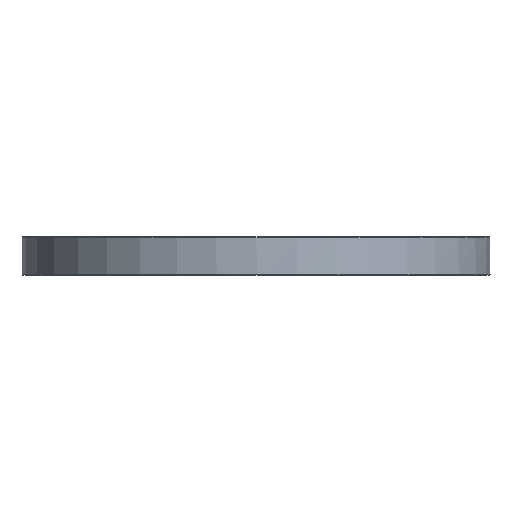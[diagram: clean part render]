
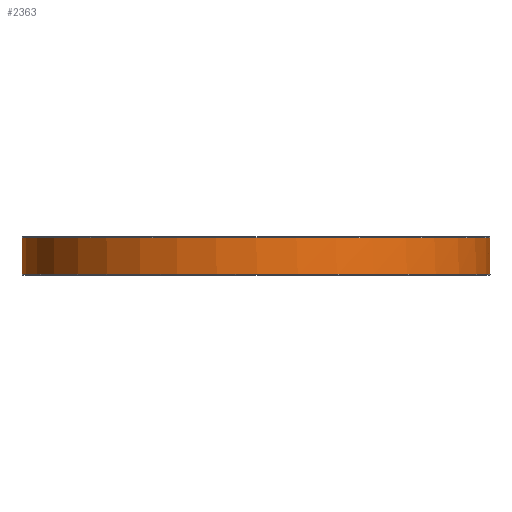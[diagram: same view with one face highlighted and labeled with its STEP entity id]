
A CAD part, front view. The second image highlights one B-rep face of the part: STEP entity #2363.
In plain terms, the highlighted cylindrical face has radius 152.5 mm (diameter 305 mm), a full revolution.
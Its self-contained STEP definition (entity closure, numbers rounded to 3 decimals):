
#1955=CARTESIAN_POINT('',(152.491,-1.658,24.5));
#1956=VERTEX_POINT('',#1955);
#1972=CARTESIAN_POINT('',(152.491,1.658,24.5));
#1973=VERTEX_POINT('',#1972);
#1974=CARTESIAN_POINT('',(152.491,1.658,24.5));
#1975=CARTESIAN_POINT('',(152.494,1.397,24.327));
#1976=CARTESIAN_POINT('',(152.496,1.103,24.192));
#1977=CARTESIAN_POINT('',(152.498,0.799,24.108));
#1978=CARTESIAN_POINT('',(152.499,0.592,24.051));
#1979=CARTESIAN_POINT('',(152.5,0.38,24.017));
#1980=CARTESIAN_POINT('',(152.5,0.173,24.005));
#1981=CARTESIAN_POINT('',(152.5,-0.003,23.995));
#1982=CARTESIAN_POINT('',(152.5,-0.175,24.));
#1983=CARTESIAN_POINT('',(152.5,-0.353,24.021));
#1984=CARTESIAN_POINT('',(152.499,-0.747,24.068));
#1985=CARTESIAN_POINT('',(152.496,-1.148,24.199));
#1986=CARTESIAN_POINT('',(152.493,-1.499,24.401));
#1987=CARTESIAN_POINT('',(152.492,-1.553,24.433));
#1988=CARTESIAN_POINT('',(152.492,-1.606,24.466));
#1989=CARTESIAN_POINT('',(152.491,-1.658,24.5));
#1990=B_SPLINE_CURVE_WITH_KNOTS('',3,(#1974,#1975,#1976,#1977,#1978,#1979,#1980,#1981,#1982,#1983,#1984,#1985,#1986,#1987,#1988,#1989),.UNSPECIFIED.,.F.,.U.,(4,3,3,3,3,4),(1.188,1.278,1.339,1.391,1.506,1.524),.UNSPECIFIED.);
#1991=EDGE_CURVE('',#1973,#1956,#1990,.T.);
#2188=CARTESIAN_POINT('',(-152.491,1.658,24.5));
#2189=VERTEX_POINT('',#2188);
#2190=CARTESIAN_POINT('',(0.0,0.0,24.5));
#2191=DIRECTION('',(0.0,0.0,1.0));
#2192=DIRECTION('',(-1.0,0.0,0.0));
#2193=AXIS2_PLACEMENT_3D('',#2190,#2191,#2192);
#2194=CIRCLE('',#2193,152.5);
#2195=EDGE_CURVE('',#1973,#2189,#2194,.T.);
#2223=CARTESIAN_POINT('',(-152.491,-1.658,24.5));
#2224=VERTEX_POINT('',#2223);
#2225=CARTESIAN_POINT('',(-152.491,-1.658,24.5));
#2226=CARTESIAN_POINT('',(-152.494,-1.397,24.327));
#2227=CARTESIAN_POINT('',(-152.496,-1.103,24.192));
#2228=CARTESIAN_POINT('',(-152.498,-0.799,24.108));
#2229=CARTESIAN_POINT('',(-152.499,-0.592,24.051));
#2230=CARTESIAN_POINT('',(-152.5,-0.38,24.017));
#2231=CARTESIAN_POINT('',(-152.5,-0.173,24.005));
#2232=CARTESIAN_POINT('',(-152.5,0.003,23.995));
#2233=CARTESIAN_POINT('',(-152.5,0.175,24.));
#2234=CARTESIAN_POINT('',(-152.5,0.353,24.021));
#2235=CARTESIAN_POINT('',(-152.499,0.747,24.068));
#2236=CARTESIAN_POINT('',(-152.496,1.148,24.199));
#2237=CARTESIAN_POINT('',(-152.493,1.499,24.401));
#2238=CARTESIAN_POINT('',(-152.492,1.553,24.433));
#2239=CARTESIAN_POINT('',(-152.492,1.606,24.466));
#2240=CARTESIAN_POINT('',(-152.491,1.658,24.5));
#2241=B_SPLINE_CURVE_WITH_KNOTS('',3,(#2225,#2226,#2227,#2228,#2229,#2230,#2231,#2232,#2233,#2234,#2235,#2236,#2237,#2238,#2239,#2240),.UNSPECIFIED.,.F.,.U.,(4,3,3,3,3,4),(0.284,0.374,0.435,0.487,0.602,0.62),.UNSPECIFIED.);
#2242=EDGE_CURVE('',#2224,#2189,#2241,.T.);
#2328=CARTESIAN_POINT('',(152.5,0.,0.5));
#2329=VERTEX_POINT('',#2328);
#2330=CARTESIAN_POINT('',(0.0,0.0,0.5));
#2331=DIRECTION('',(0.0,0.0,-1.0));
#2332=DIRECTION('',(-1.0,0.0,0.0));
#2333=AXIS2_PLACEMENT_3D('',#2330,#2331,#2332);
#2334=CIRCLE('',#2333,152.5);
#2335=EDGE_CURVE('',#2329,#2329,#2334,.T.);
#2343=CARTESIAN_POINT('',(0.0,0.0,0.0));
#2344=DIRECTION('',(0.0,0.0,1.0));
#2345=DIRECTION('',(-1.0,0.0,0.0));
#2346=AXIS2_PLACEMENT_3D('',#2343,#2344,#2345);
#2347=CYLINDRICAL_SURFACE('',#2346,152.5);
#2348=ORIENTED_EDGE('',*,*,#1991,.T.);
#2349=CARTESIAN_POINT('',(0.0,0.0,24.5));
#2350=DIRECTION('',(0.0,0.0,1.0));
#2351=DIRECTION('',(-1.0,0.0,0.0));
#2352=AXIS2_PLACEMENT_3D('',#2349,#2350,#2351);
#2353=CIRCLE('',#2352,152.5);
#2354=EDGE_CURVE('',#2224,#1956,#2353,.T.);
#2355=ORIENTED_EDGE('',*,*,#2354,.F.);
#2356=ORIENTED_EDGE('',*,*,#2242,.T.);
#2357=ORIENTED_EDGE('',*,*,#2195,.F.);
#2358=EDGE_LOOP('',(#2348,#2355,#2356,#2357));
#2359=FACE_OUTER_BOUND('',#2358,.T.);
#2360=ORIENTED_EDGE('',*,*,#2335,.F.);
#2361=EDGE_LOOP('',(#2360));
#2362=FACE_BOUND('',#2361,.T.);
#2363=ADVANCED_FACE('',(#2359,#2362),#2347,.T.);
